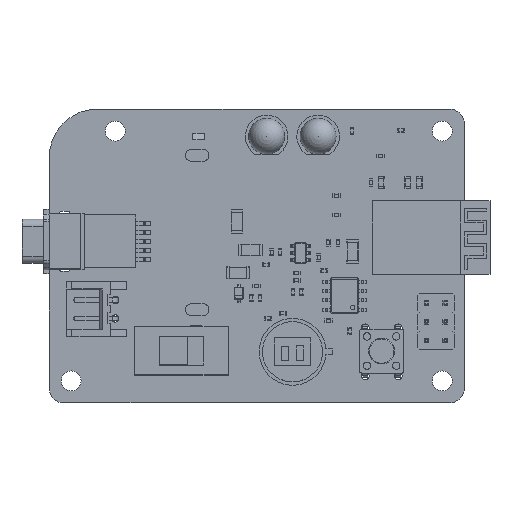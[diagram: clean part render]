
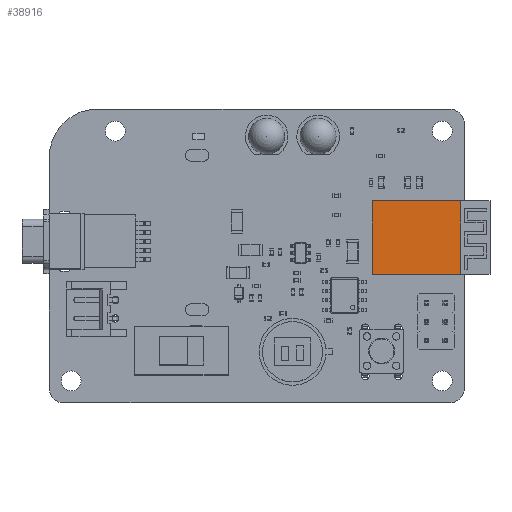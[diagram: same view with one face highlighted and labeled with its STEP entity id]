
A CAD part, top view. The second image highlights one B-rep face of the part: STEP entity #38916.
In plain terms, the highlighted planar face has unit normal (0, 0, 1).
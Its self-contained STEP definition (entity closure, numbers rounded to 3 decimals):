
#38916 = ADVANCED_FACE('',(#38917),#38951,.T.);
#38917 = FACE_BOUND('',#38918,.T.);
#38918 = EDGE_LOOP('',(#38919,#38929,#38937,#38945));
#38919 = ORIENTED_EDGE('',*,*,#38920,.F.);
#38920 = EDGE_CURVE('',#38921,#38923,#38925,.T.);
#38921 = VERTEX_POINT('',#38922);
#38922 = CARTESIAN_POINT('',(5.,5.5,2.2));
#38923 = VERTEX_POINT('',#38924);
#38924 = CARTESIAN_POINT('',(5.,-6.5,2.2));
#38925 = LINE('',#38926,#38927);
#38926 = CARTESIAN_POINT('',(5.,5.5,2.2));
#38927 = VECTOR('',#38928,1.);
#38928 = DIRECTION('',(0.,-1.,0.));
#38929 = ORIENTED_EDGE('',*,*,#38930,.T.);
#38930 = EDGE_CURVE('',#38921,#38931,#38933,.T.);
#38931 = VERTEX_POINT('',#38932);
#38932 = CARTESIAN_POINT('',(-5.,5.5,2.2));
#38933 = LINE('',#38934,#38935);
#38934 = CARTESIAN_POINT('',(5.,5.5,2.2));
#38935 = VECTOR('',#38936,1.);
#38936 = DIRECTION('',(-1.,0.,0.));
#38937 = ORIENTED_EDGE('',*,*,#38938,.T.);
#38938 = EDGE_CURVE('',#38931,#38939,#38941,.T.);
#38939 = VERTEX_POINT('',#38940);
#38940 = CARTESIAN_POINT('',(-5.,-6.5,2.2));
#38941 = LINE('',#38942,#38943);
#38942 = CARTESIAN_POINT('',(-5.,5.5,2.2));
#38943 = VECTOR('',#38944,1.);
#38944 = DIRECTION('',(0.,-1.,0.));
#38945 = ORIENTED_EDGE('',*,*,#38946,.F.);
#38946 = EDGE_CURVE('',#38923,#38939,#38947,.T.);
#38947 = LINE('',#38948,#38949);
#38948 = CARTESIAN_POINT('',(5.,-6.5,2.2));
#38949 = VECTOR('',#38950,1.);
#38950 = DIRECTION('',(-1.,0.,0.));
#38951 = PLANE('',#38952);
#38952 = AXIS2_PLACEMENT_3D('',#38953,#38954,#38955);
#38953 = CARTESIAN_POINT('',(5.,5.5,2.2));
#38954 = DIRECTION('',(0.,0.,1.));
#38955 = DIRECTION('',(-1.,0.,0.));
